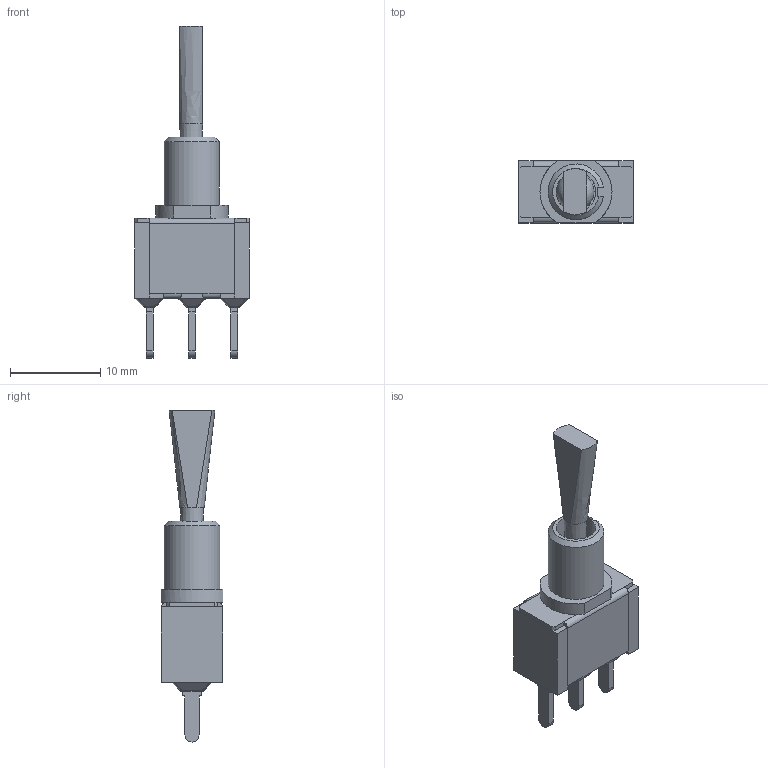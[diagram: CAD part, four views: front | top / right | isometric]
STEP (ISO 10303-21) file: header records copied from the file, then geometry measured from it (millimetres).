
FILE_DESCRIPTION(/* description */ (''),/* implementation_level */ '2;1');
FILE_NAME(/* name */ '100SPxT6B11M3xE.stp',/* time_stamp */ '2026-01-14T11:06:07-06:00',/* author */ ('jmeyers'),/* organization */ (''),/* preprocessor_version */ 'ST-DEVELOPER v18.1',/* originating_system */ 'Autodesk Inventor 2022',/* authorisation */ '');
FILE_SCHEMA (('AUTOMOTIVE_DESIGN { 1 0 10303 214 3 1 1 }'));
Length unit declared in the file: inch
Products named in the file (1): Part8
Bounding box: 12.7 x 6.86 x 36.78 mm (x, y, z)
Volume: 1108.1 mm3; surface area: 1178.7 mm2
Topology: 2 solids, 8 shells, 233 faces, 556 edges, 324 vertices
Faces by surface type: plane 171, cylinder 45, sphere 13, cone 2, bspline 2
Full cylindrical faces by diameter (mm): 4.4 x1
Entity records: 6563 total; most frequent: CARTESIAN_POINT 1168, DIRECTION 1117, ORIENTED_EDGE 1086, EDGE_CURVE 543, LINE 423, VECTOR 423, AXIS2_PLACEMENT_3D 347, VERTEX_POINT 324
